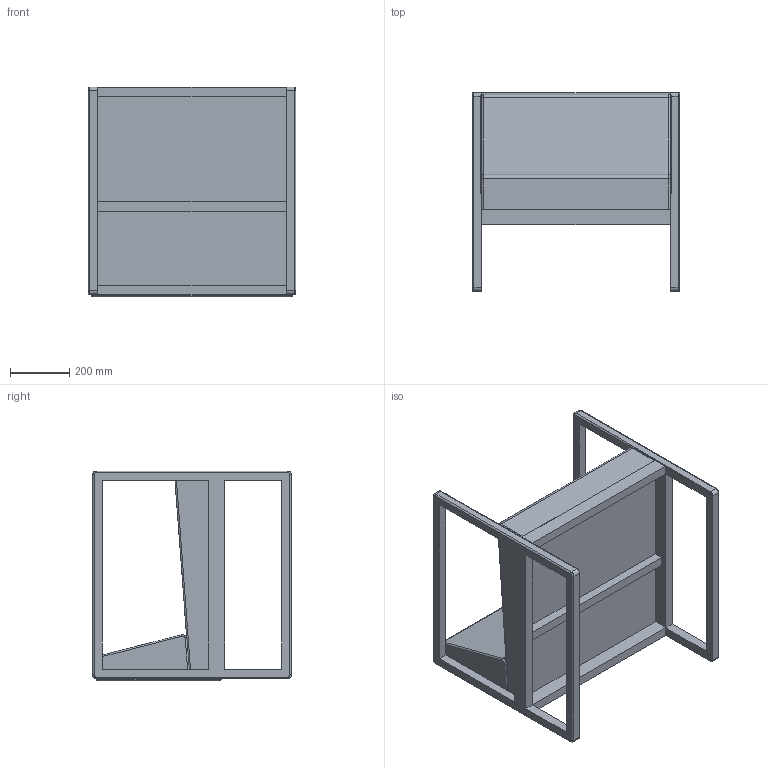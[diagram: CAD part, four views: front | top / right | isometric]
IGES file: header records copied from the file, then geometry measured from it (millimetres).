
Start section: SolidWorks IGES file using analytic representation for surfaces
Global section: file name: 363 681.IGS; native system: SolidWorks 2009; preprocessor: SolidWorks 2009; author: kahro; date: 100113.210450; units: millimetre
Bounding box: 700 x 670 x 708 mm (x, y, z)
Surface area: 3511533.4 mm2 (no closed solid volume)
Topology: 0 solids, 0 shells, 131 faces, 982 edges, 979 vertices
Faces by surface type: bspline 88, revolution 43
